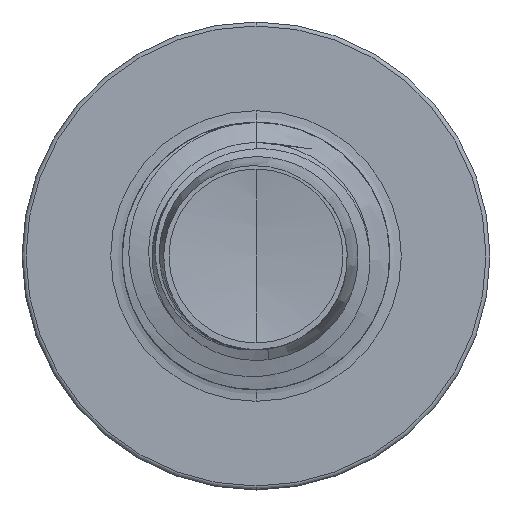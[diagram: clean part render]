
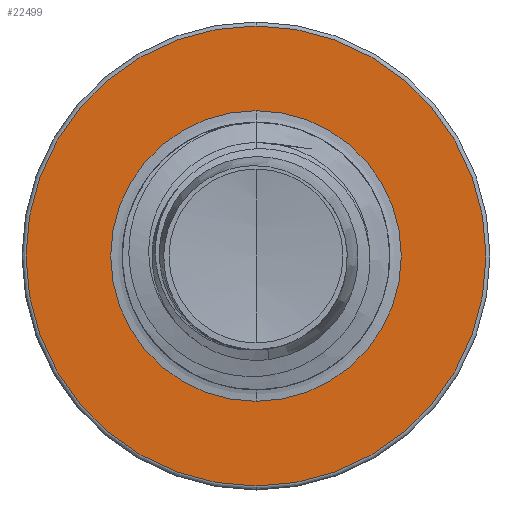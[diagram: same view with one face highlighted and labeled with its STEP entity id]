
A CAD part, front view. The second image highlights one B-rep face of the part: STEP entity #22499.
In plain terms, the highlighted planar face has unit normal (0, -1, 0).
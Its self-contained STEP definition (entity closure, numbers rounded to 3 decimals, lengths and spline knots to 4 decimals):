
#66 = DIRECTION ( 'NONE',  ( 0., 0., 1. ) ) ;
#438 = DIRECTION ( 'NONE',  ( 0., 1., 0. ) ) ;
#2084 = CIRCLE ( 'NONE', #38803, 3.44 ) ;
#2599 = CARTESIAN_POINT ( 'NONE',  ( 0., 27.5, 0. ) ) ;
#2909 = DIRECTION ( 'NONE',  ( 0., 1., 0. ) ) ;
#7416 = DIRECTION ( 'NONE',  ( 0., 0., 1. ) ) ;
#8764 = AXIS2_PLACEMENT_3D ( 'NONE', #2599, #36181, #7416 ) ;
#13472 = AXIS2_PLACEMENT_3D ( 'NONE', #50678, #2909, #36492 ) ;
#13548 = DIRECTION ( 'NONE',  ( 0., 1., 0. ) ) ;
#13915 = ORIENTED_EDGE ( 'NONE', *, *, #58248, .F. ) ;
#20761 = CARTESIAN_POINT ( 'NONE',  ( 0., 27.5, 3.44 ) ) ;
#21816 = VERTEX_POINT ( 'NONE', #20761 ) ;
#22499 = ADVANCED_FACE ( 'NONE', ( #23752, #49399 ), #26807, .F. ) ;
#23752 = FACE_OUTER_BOUND ( 'NONE', #50567, .T. ) ;
#24192 = CARTESIAN_POINT ( 'NONE',  ( 0., 27.5, 2.1736 ) ) ;
#25064 = EDGE_CURVE ( 'NONE', #42363, #42155, #59894, .T. ) ;
#26807 = PLANE ( 'NONE',  #13472 ) ;
#28787 = DIRECTION ( 'NONE',  ( 0., 1., 0. ) ) ;
#29165 = CARTESIAN_POINT ( 'NONE',  ( 0., 27.5, 0. ) ) ;
#29573 = VERTEX_POINT ( 'NONE', #61681 ) ;
#34021 = DIRECTION ( 'NONE',  ( 0., 0., 1. ) ) ;
#36181 = DIRECTION ( 'NONE',  ( 0., 1., 0. ) ) ;
#36492 = DIRECTION ( 'NONE',  ( 0., 0., 1. ) ) ;
#38803 = AXIS2_PLACEMENT_3D ( 'NONE', #29165, #438, #34021 ) ;
#40548 = ORIENTED_EDGE ( 'NONE', *, *, #44871, .F. ) ;
#41267 = AXIS2_PLACEMENT_3D ( 'NONE', #42367, #13548, #47244 ) ;
#41852 = ORIENTED_EDGE ( 'NONE', *, *, #54911, .T. ) ;
#42155 = VERTEX_POINT ( 'NONE', #43391 ) ;
#42363 = VERTEX_POINT ( 'NONE', #24192 ) ;
#42367 = CARTESIAN_POINT ( 'NONE',  ( 0., 27.5, 0. ) ) ;
#43391 = CARTESIAN_POINT ( 'NONE',  ( 0., 27.5, -2.1736 ) ) ;
#44871 = EDGE_CURVE ( 'NONE', #29573, #21816, #55923, .T. ) ;
#47244 = DIRECTION ( 'NONE',  ( 0., 0., 1. ) ) ;
#48852 = EDGE_LOOP ( 'NONE', ( #49805, #41852 ) ) ;
#49399 = FACE_BOUND ( 'NONE', #48852, .T. ) ;
#49805 = ORIENTED_EDGE ( 'NONE', *, *, #25064, .T. ) ;
#50567 = EDGE_LOOP ( 'NONE', ( #13915, #40548 ) ) ;
#50678 = CARTESIAN_POINT ( 'NONE',  ( 0., 27.5, -2.1736 ) ) ;
#51446 = AXIS2_PLACEMENT_3D ( 'NONE', #57719, #28787, #66 ) ;
#54911 = EDGE_CURVE ( 'NONE', #42155, #42363, #60322, .T. ) ;
#55923 = CIRCLE ( 'NONE', #51446, 3.44 ) ;
#57719 = CARTESIAN_POINT ( 'NONE',  ( 0., 27.5, 0. ) ) ;
#58248 = EDGE_CURVE ( 'NONE', #21816, #29573, #2084, .T. ) ;
#59894 = CIRCLE ( 'NONE', #41267, 2.1736 ) ;
#60322 = CIRCLE ( 'NONE', #8764, 2.1736 ) ;
#61681 = CARTESIAN_POINT ( 'NONE',  ( 0., 27.5, -3.44 ) ) ;
